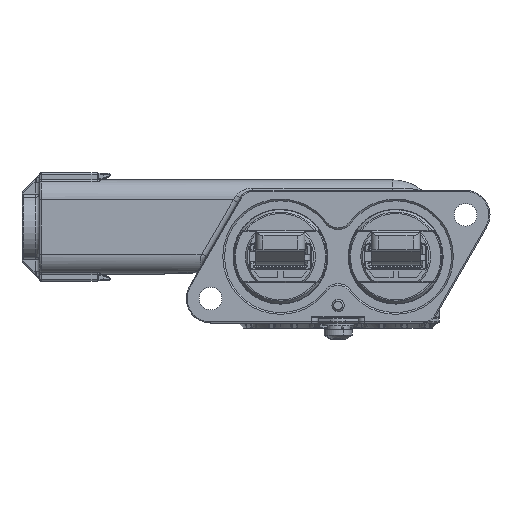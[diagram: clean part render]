
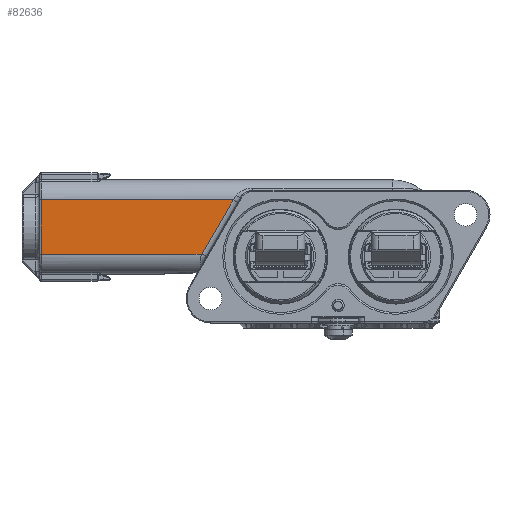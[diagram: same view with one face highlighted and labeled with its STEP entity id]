
A CAD part, front view. The second image highlights one B-rep face of the part: STEP entity #82636.
In plain terms, the highlighted planar face has unit normal (0, -1, 0).
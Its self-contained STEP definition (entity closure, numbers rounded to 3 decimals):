
#2593 = ORIENTED_EDGE ( 'NONE', *, *, #119167, .T. ) ;
#3887 = DIRECTION ( 'NONE',  ( 0., 0., 1. ) ) ;
#5690 = CARTESIAN_POINT ( 'NONE',  ( -39., 11., 19. ) ) ;
#9978 = DIRECTION ( 'NONE',  ( 0., 0., -1. ) ) ;
#10782 = CARTESIAN_POINT ( 'NONE',  ( -85., 11., 0.75 ) ) ;
#12808 = EDGE_CURVE ( 'NONE', #141728, #37109, #235543, .T. ) ;
#15210 = VECTOR ( 'NONE', #210665, 1000. ) ;
#16692 = LINE ( 'NONE', #196043, #212118 ) ;
#21046 = ORIENTED_EDGE ( 'NONE', *, *, #117653, .T. ) ;
#24712 = DIRECTION ( 'NONE',  ( 0., 0., 1. ) ) ;
#28001 = LINE ( 'NONE', #114045, #122766 ) ;
#30725 = CARTESIAN_POINT ( 'NONE',  ( -85., 11., 0.75 ) ) ;
#30956 = ORIENTED_EDGE ( 'NONE', *, *, #12808, .T. ) ;
#37109 = VERTEX_POINT ( 'NONE', #30725 ) ;
#40162 = VECTOR ( 'NONE', #9978, 1000. ) ;
#59295 = CARTESIAN_POINT ( 'NONE',  ( -38.92, 11., 0.808 ) ) ;
#59398 = CARTESIAN_POINT ( 'NONE',  ( -31.063, 11., 14.417 ) ) ;
#60635 = CARTESIAN_POINT ( 'NONE',  ( -30.005, 11., 16.25 ) ) ;
#68894 = CARTESIAN_POINT ( 'NONE',  ( -38.953, 11., 0.75 ) ) ;
#74862 = EDGE_CURVE ( 'NONE', #102653, #141728, #16692, .T. ) ;
#82636 = ADVANCED_FACE ( 'NONE', ( #167896 ), #175380, .F. ) ;
#83645 = EDGE_LOOP ( 'NONE', ( #216379, #30956, #21046, #2593, #153419 ) ) ;
#86049 = CIRCLE ( 'NONE', #218472, 4.5 ) ;
#97245 = VERTEX_POINT ( 'NONE', #59295 ) ;
#102653 = VERTEX_POINT ( 'NONE', #60635 ) ;
#106010 = CARTESIAN_POINT ( 'NONE',  ( -85., 11., 16.25 ) ) ;
#114045 = CARTESIAN_POINT ( 'NONE',  ( -50.949, 11., 0.75 ) ) ;
#115994 = LINE ( 'NONE', #59398, #15210 ) ;
#117315 = DIRECTION ( 'NONE',  ( 0., 1., 0. ) ) ;
#117653 = EDGE_CURVE ( 'NONE', #37109, #127606, #28001, .T. ) ;
#119167 = EDGE_CURVE ( 'NONE', #127606, #97245, #86049, .T. ) ;
#122766 = VECTOR ( 'NONE', #133088, 1000. ) ;
#127606 = VERTEX_POINT ( 'NONE', #68894 ) ;
#133088 = DIRECTION ( 'NONE',  ( 1., 0., 0. ) ) ;
#138196 = DIRECTION ( 'NONE',  ( 0., 1., 0. ) ) ;
#141728 = VERTEX_POINT ( 'NONE', #106010 ) ;
#152791 = EDGE_CURVE ( 'NONE', #97245, #102653, #115994, .T. ) ;
#153419 = ORIENTED_EDGE ( 'NONE', *, *, #152791, .T. ) ;
#167896 = FACE_OUTER_BOUND ( 'NONE', #83645, .T. ) ;
#174600 = DIRECTION ( 'NONE',  ( -1., 0., 0. ) ) ;
#175380 = PLANE ( 'NONE',  #216617 ) ;
#196043 = CARTESIAN_POINT ( 'NONE',  ( -84.5, 11., 16.25 ) ) ;
#210665 = DIRECTION ( 'NONE',  ( 0.5, 0., 0.866 ) ) ;
#212118 = VECTOR ( 'NONE', #174600, 1000. ) ;
#216379 = ORIENTED_EDGE ( 'NONE', *, *, #74862, .T. ) ;
#216617 = AXIS2_PLACEMENT_3D ( 'NONE', #5690, #138196, #24712 ) ;
#218472 = AXIS2_PLACEMENT_3D ( 'NONE', #230633, #117315, #3887 ) ;
#230633 = CARTESIAN_POINT ( 'NONE',  ( -35.023, 11., -1.442 ) ) ;
#235543 = LINE ( 'NONE', #10782, #40162 ) ;
